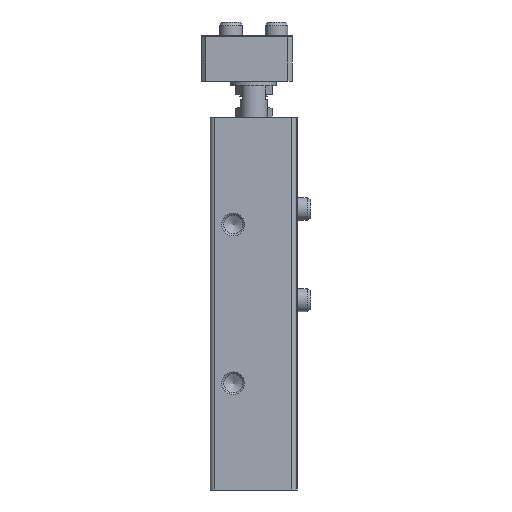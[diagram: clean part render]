
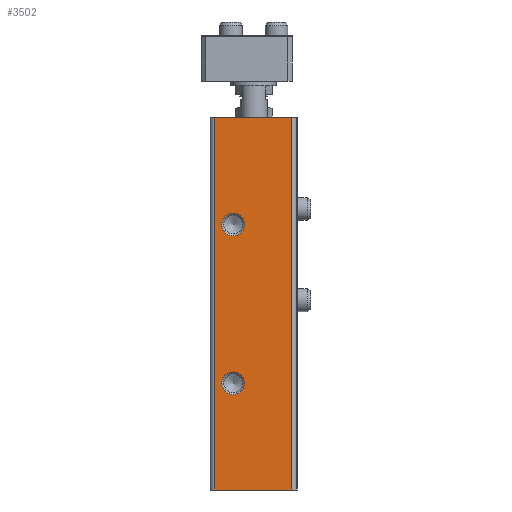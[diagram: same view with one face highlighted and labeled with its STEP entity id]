
A CAD part, left-side view. The second image highlights one B-rep face of the part: STEP entity #3502.
In plain terms, the highlighted planar face has unit normal (-1, 0, 0).
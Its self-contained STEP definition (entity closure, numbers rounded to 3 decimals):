
#112=PLANE('',#3800);
#229=CIRCLE('',#3801,2.5);
#230=CIRCLE('',#3802,2.5);
#465=ORIENTED_EDGE('',*,*,#1417,.T.);
#466=ORIENTED_EDGE('',*,*,#1418,.T.);
#467=ORIENTED_EDGE('',*,*,#1419,.F.);
#468=ORIENTED_EDGE('',*,*,#1416,.F.);
#469=ORIENTED_EDGE('',*,*,#1420,.T.);
#470=ORIENTED_EDGE('',*,*,#1421,.T.);
#1416=EDGE_CURVE('',#1892,#1890,#2240,.T.);
#1417=EDGE_CURVE('',#1893,#1893,#229,.T.);
#1418=EDGE_CURVE('',#1894,#1894,#230,.T.);
#1419=EDGE_CURVE('',#1890,#1895,#2241,.T.);
#1420=EDGE_CURVE('',#1892,#1896,#2242,.T.);
#1421=EDGE_CURVE('',#1896,#1895,#2243,.T.);
#1890=VERTEX_POINT('',#5387);
#1892=VERTEX_POINT('',#5391);
#1893=VERTEX_POINT('',#5395);
#1894=VERTEX_POINT('',#5397);
#1895=VERTEX_POINT('',#5399);
#1896=VERTEX_POINT('',#5401);
#2240=LINE('',#5392,#2488);
#2241=LINE('',#5398,#2489);
#2242=LINE('',#5400,#2490);
#2243=LINE('',#5402,#2491);
#2488=VECTOR('',#4251,1000.);
#2489=VECTOR('',#4258,1000.);
#2490=VECTOR('',#4259,1000.);
#2491=VECTOR('',#4260,1000.);
#2733=EDGE_LOOP('',(#465));
#2734=EDGE_LOOP('',(#466));
#2735=EDGE_LOOP('',(#467,#468,#469,#470));
#3075=FACE_BOUND('',#2733,.T.);
#3076=FACE_BOUND('',#2734,.T.);
#3077=FACE_BOUND('',#2735,.T.);
#3502=ADVANCED_FACE('',(#3075,#3076,#3077),#112,.T.);
#3800=AXIS2_PLACEMENT_3D('',#5393,#4252,#4253);
#3801=AXIS2_PLACEMENT_3D('',#5394,#4254,#4255);
#3802=AXIS2_PLACEMENT_3D('',#5396,#4256,#4257);
#4251=DIRECTION('',(0.,0.,1.));
#4252=DIRECTION('',(-1.,0.,0.));
#4253=DIRECTION('',(0.,0.,1.));
#4254=DIRECTION('',(1.,0.,0.));
#4255=DIRECTION('',(0.,0.,-1.));
#4256=DIRECTION('',(1.,0.,0.));
#4257=DIRECTION('',(0.,0.,-1.));
#4258=DIRECTION('',(0.,-1.,0.));
#4259=DIRECTION('',(0.,-1.,0.));
#4260=DIRECTION('',(0.,0.,1.));
#5387=CARTESIAN_POINT('',(-25.,8.5,0.));
#5391=CARTESIAN_POINT('',(-25.,8.5,-81.6));
#5392=CARTESIAN_POINT('',(-25.,8.5,-81.6));
#5393=CARTESIAN_POINT('',(-25.,8.5,-81.6));
#5394=CARTESIAN_POINT('',(-25.,4.5,-58.2));
#5395=CARTESIAN_POINT('',(-25.,4.5,-60.7));
#5396=CARTESIAN_POINT('',(-25.,4.5,-23.4));
#5397=CARTESIAN_POINT('',(-25.,4.5,-25.9));
#5398=CARTESIAN_POINT('',(-25.,8.5,0.));
#5399=CARTESIAN_POINT('',(-25.,-8.3,0.));
#5400=CARTESIAN_POINT('',(-25.,8.5,-81.6));
#5401=CARTESIAN_POINT('',(-25.,-8.3,-81.6));
#5402=CARTESIAN_POINT('',(-25.,-8.3,-81.6));
